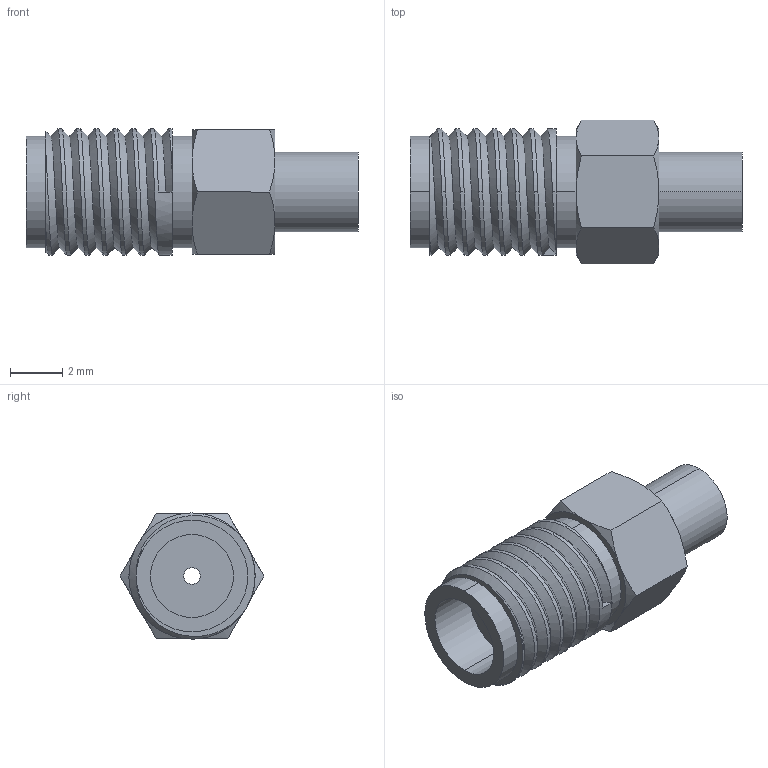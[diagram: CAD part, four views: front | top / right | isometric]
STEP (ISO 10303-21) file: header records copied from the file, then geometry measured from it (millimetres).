
FILE_DESCRIPTION (( 'STEP AP203' ), '1' );
FILE_NAME ('FMCN1857_3D.STEP', '2022-02-18T22:20:53', ( '' ), ( '' ), 'SwSTEP 2.0', 'SolidWorks 2021', '' );
FILE_SCHEMA (( 'CONFIG_CONTROL_DESIGN' ));
Length unit declared in the file: inch
Products named in the file (1): FMCN1857_3D
Bounding box: 12.7 x 5.5 x 4.83 mm (x, y, z)
Volume: 151.9 mm3; surface area: 303.1 mm2
Topology: 1 solids, 1 shells, 56 faces, 145 edges, 96 vertices
Faces by surface type: cylinder 27, plane 15, cone 12, bspline 2
Entity records: 2424 total; most frequent: CARTESIAN_POINT 1080, ORIENTED_EDGE 290, DIRECTION 237, EDGE_CURVE 145, AXIS2_PLACEMENT_3D 96, VERTEX_POINT 96, EDGE_LOOP 63, FACE_OUTER_BOUND 56
